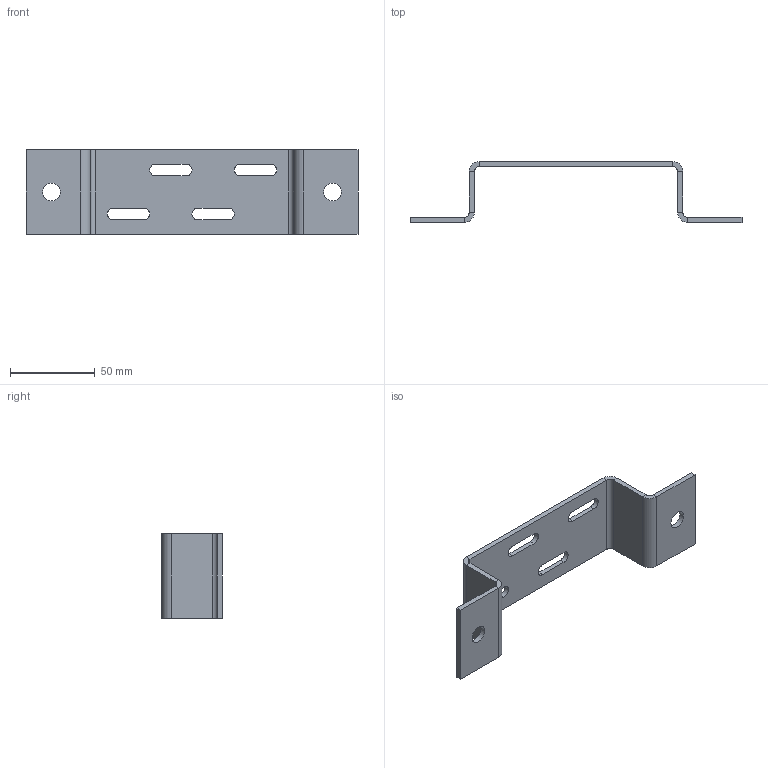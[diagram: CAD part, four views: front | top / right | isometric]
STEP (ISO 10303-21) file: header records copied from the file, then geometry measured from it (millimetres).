
FILE_DESCRIPTION (( 'STEP AP203' ), '1' );
FILE_NAME ('Êðåïëåíèå ÒÌ_BMM1010.STEP', '2012-11-19T08:09:22', ( 'Àñååâ' ), ( '' ), 'SwSTEP 2.0', 'SolidWorks 2012', '' );
FILE_SCHEMA (( 'CONFIG_CONTROL_DESIGN' ));
Length unit declared in the file: millimetre
Products named in the file (1): Êðåïëåíèå ÒÌ_BMM1010
Bounding box: 196 x 36 x 50 mm (x, y, z)
Volume: 35647.8 mm3; surface area: 26484.7 mm2
Topology: 1 solids, 1 shells, 56 faces, 130 edges, 76 vertices
Faces by surface type: plane 38, cylinder 18
Full cylindrical faces by diameter (mm): 10.5 x2
Entity records: 1645 total; most frequent: DIRECTION 278, CARTESIAN_POINT 261, ORIENTED_EDGE 256, EDGE_CURVE 128, AXIS2_PLACEMENT_3D 93, VECTOR 92, LINE 92, VERTEX_POINT 76
